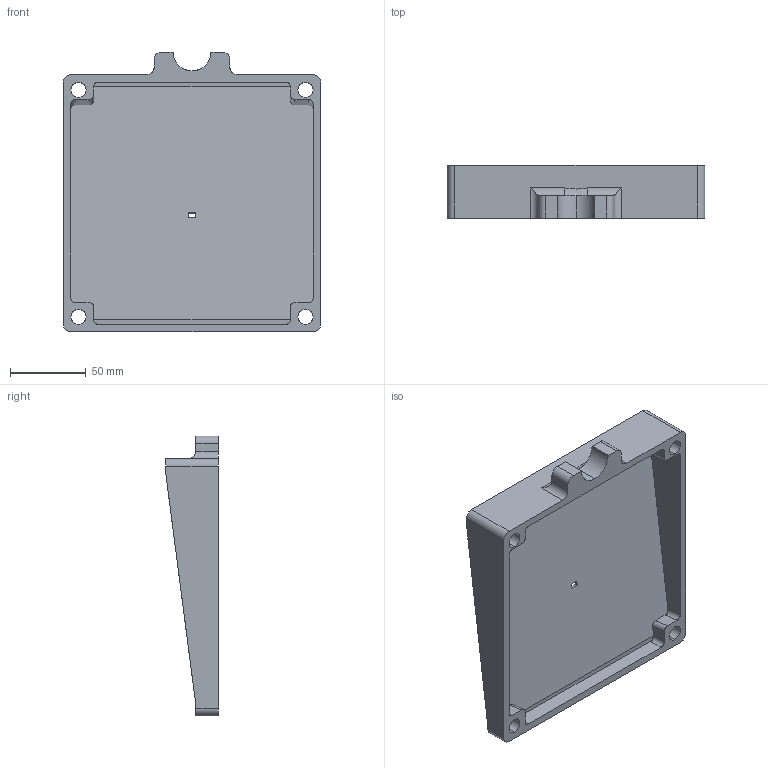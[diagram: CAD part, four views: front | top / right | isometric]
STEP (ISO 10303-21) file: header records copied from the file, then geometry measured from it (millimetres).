
FILE_DESCRIPTION (( 'STEP AP214' ), '1' );
FILE_NAME ('TAMPA.STEP', '2025-05-14T20:00:37', ( '' ), ( '' ), 'SwSTEP 2.0', 'SolidWorks 2023', '' );
FILE_SCHEMA (( 'AUTOMOTIVE_DESIGN' ));
Length unit declared in the file: millimetre
Products named in the file (1): TAMPA
Bounding box: 170 x 35 x 185 mm (x, y, z)
Volume: 159754.7 mm3; surface area: 93073.8 mm2
Topology: 1 solids, 1 shells, 82 faces, 239 edges, 152 vertices
Faces by surface type: plane 49, cylinder 32, bspline 1
Entity records: 2794 total; most frequent: CARTESIAN_POINT 636, ORIENTED_EDGE 478, DIRECTION 426, EDGE_CURVE 239, VERTEX_POINT 152, LINE 150, VECTOR 150, AXIS2_PLACEMENT_3D 138
